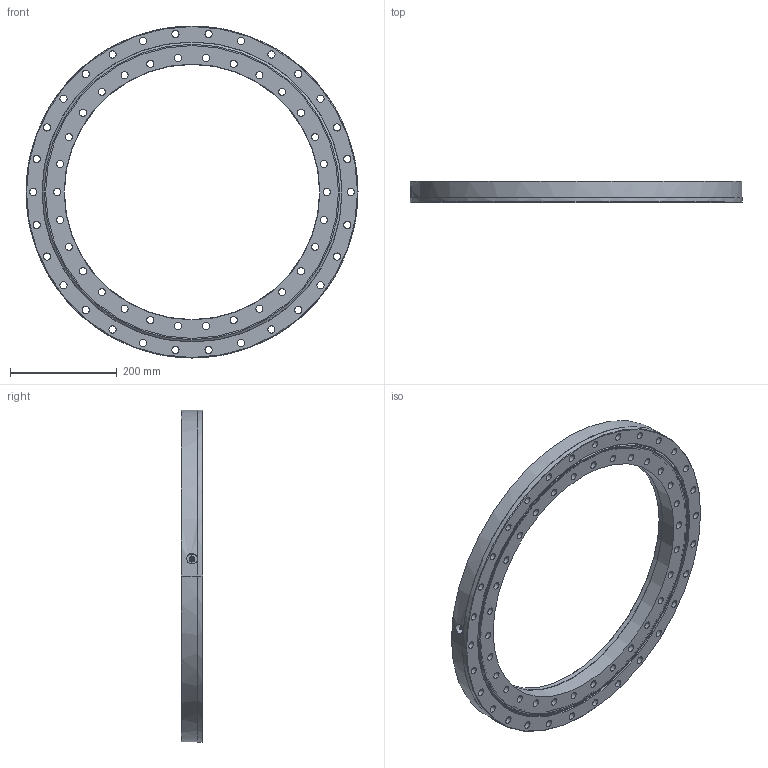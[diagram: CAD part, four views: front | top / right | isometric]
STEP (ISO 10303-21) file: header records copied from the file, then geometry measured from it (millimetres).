
FILE_DESCRIPTION (( 'STEP AP203' ), '1' );
FILE_NAME ('88-0550-01.STEP', '2017-12-28T15:04:09', ( 'defontaine' ), ( 'Hewlett-Packard Company' ), 'SwSTEP 2.0', 'SolidWorks 2016', '' );
FILE_SCHEMA (( 'CONFIG_CONTROL_DESIGN' ));
Length unit declared in the file: millimetre
Products named in the file (1): 88-0550-01
Bounding box: 622 x 40 x 622 mm (x, y, z)
Volume: 4093183.5 mm3; surface area: 739186.6 mm2
Topology: 7 solids, 7 shells, 279 faces, 697 edges, 450 vertices
Faces by surface type: cylinder 178, plane 46, cone 28, torus 23, sphere 4
Entity records: 9163 total; most frequent: CARTESIAN_POINT 1781, DIRECTION 1676, ORIENTED_EDGE 1394, AXIS2_PLACEMENT_3D 717, EDGE_CURVE 697, VERTEX_POINT 450, CIRCLE 437, EDGE_LOOP 429
